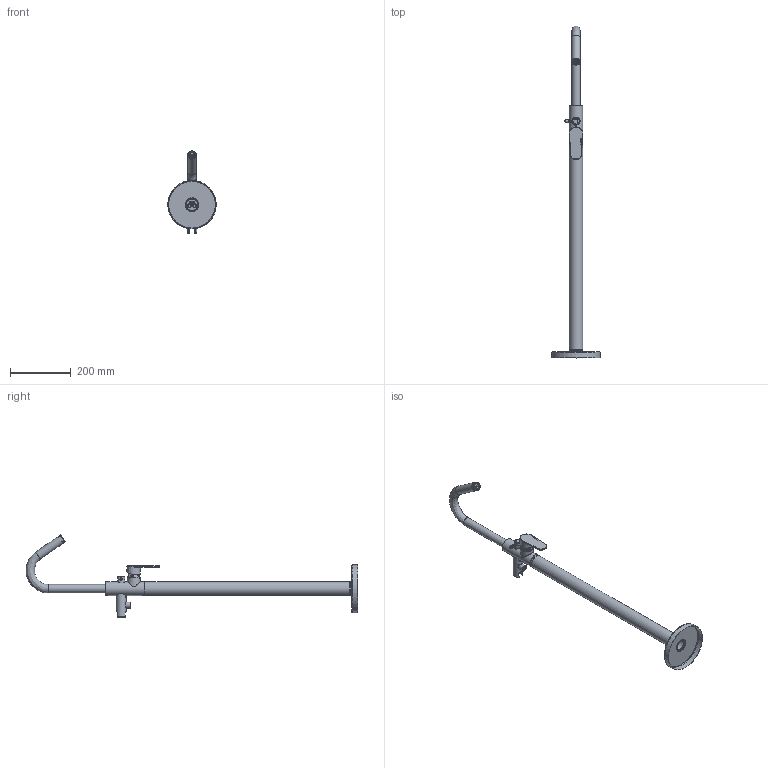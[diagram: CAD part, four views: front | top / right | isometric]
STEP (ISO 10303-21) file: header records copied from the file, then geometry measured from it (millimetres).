
FILE_DESCRIPTION (( 'STEP AP203' ), '1' );
FILE_NAME ('36CP03354.STEP', '2021-04-09T06:03:53', ( '' ), ( '' ), 'SwSTEP 2.0', 'SolidWorks 2018', '' );
FILE_SCHEMA (( 'CONFIG_CONTROL_DESIGN' ));
Length unit declared in the file: millimetre
Products named in the file (1): 36CP03354
Bounding box: 160 x 1096.99 x 271.97 mm (x, y, z)
Volume: 458541.9 mm3; surface area: 416575 mm2
Topology: 23 solids, 23 shells, 731 faces, 1916 edges, 1269 vertices
Faces by surface type: plane 359, cylinder 256, bspline 48, cone 47, torus 14, sphere 7
Full cylindrical faces by diameter (mm): 2 x3, 3.2 x1, 3.3 x1, 3.5 x2, 4 x50, 4.2 x2, 5 x10, 6 x1, 6.5 x1, 6.6 x1, 6.8 x1, 7.5 x1, 8 x1, 9 x3, 9.5 x1, 10 x2, 11 x4, 12 x2, 12.5 x2, 13 x2, 13.5 x1, 14 x1, 17 x1, 17.5 x1, 18 x1, 20 x3, 20.5 x2, 21 x1, 21.5 x1, 22 x1
Entity records: 40786 total; most frequent: CARTESIAN_POINT 25652, ORIENTED_EDGE 3060, DIRECTION 2920, EDGE_CURVE 1530, VERTEX_POINT 1088, AXIS2_PLACEMENT_3D 1068, EDGE_LOOP 914, VECTOR 784
